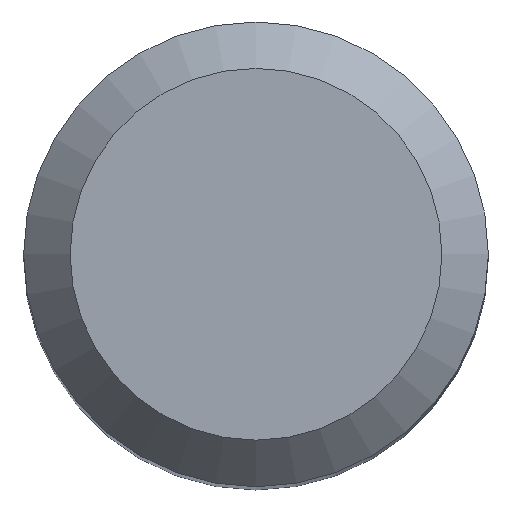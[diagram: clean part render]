
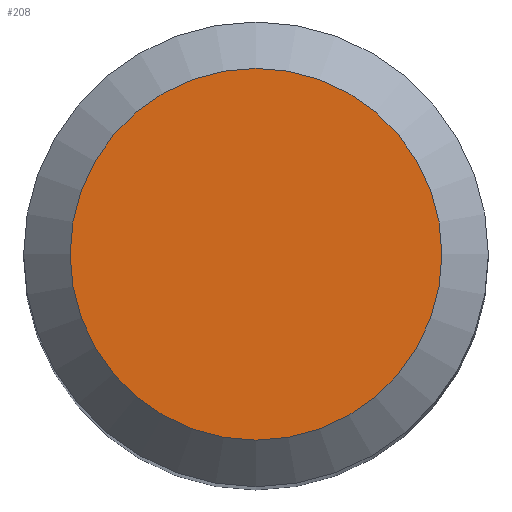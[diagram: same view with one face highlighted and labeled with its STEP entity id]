
A CAD part, top view. The second image highlights one B-rep face of the part: STEP entity #208.
In plain terms, the highlighted planar face has unit normal (0, 0, 1).
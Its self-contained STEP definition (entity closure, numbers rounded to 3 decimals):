
#9 = DIRECTION ( 'NONE',  ( 0., 0., -1. ) ) ;
#25 = AXIS2_PLACEMENT_3D ( 'NONE', #173, #97, #206 ) ;
#36 = FACE_OUTER_BOUND ( 'NONE', #80, .T. ) ;
#60 = VERTEX_POINT ( 'NONE', #118 ) ;
#71 = PLANE ( 'NONE',  #25 ) ;
#80 = EDGE_LOOP ( 'NONE', ( #156 ) ) ;
#97 = DIRECTION ( 'NONE',  ( 0., 0., -1. ) ) ;
#116 = CIRCLE ( 'NONE', #165, 4. ) ;
#118 = CARTESIAN_POINT ( 'NONE',  ( 0., 4., 89. ) ) ;
#145 = CARTESIAN_POINT ( 'NONE',  ( 0., 0., 89. ) ) ;
#156 = ORIENTED_EDGE ( 'NONE', *, *, #169, .F. ) ;
#165 = AXIS2_PLACEMENT_3D ( 'NONE', #145, #9, #240 ) ;
#169 = EDGE_CURVE ( 'NONE', #60, #60, #116, .T. ) ;
#173 = CARTESIAN_POINT ( 'NONE',  ( 0., 0., 89. ) ) ;
#206 = DIRECTION ( 'NONE',  ( 0., 1., 0. ) ) ;
#208 = ADVANCED_FACE ( 'NONE', ( #36 ), #71, .F. ) ;
#240 = DIRECTION ( 'NONE',  ( 0., 1., 0. ) ) ;
